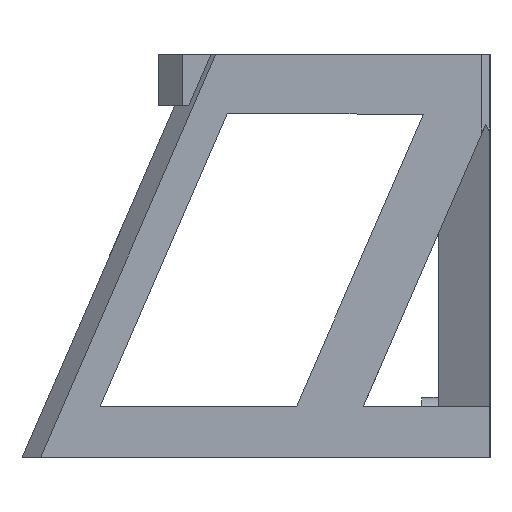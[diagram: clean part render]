
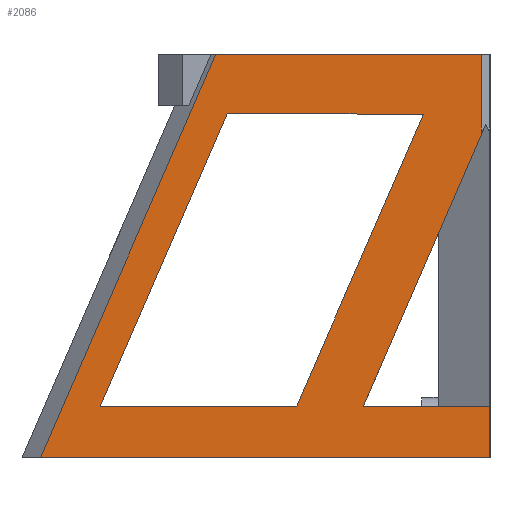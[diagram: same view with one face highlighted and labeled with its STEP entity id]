
A CAD part, left-side view. The second image highlights one B-rep face of the part: STEP entity #2086.
In plain terms, the highlighted planar face has unit normal (-1, 0, 0).
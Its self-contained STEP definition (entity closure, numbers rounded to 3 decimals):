
#30=FACE_BOUND('',#755,.T.);
#90=LINE('',#2973,#361);
#141=LINE('',#3076,#412);
#144=LINE('',#3082,#415);
#148=LINE('',#3090,#419);
#149=LINE('',#3092,#420);
#150=LINE('',#3093,#421);
#151=LINE('',#3094,#422);
#152=LINE('',#3097,#423);
#153=LINE('',#3099,#424);
#154=LINE('',#3101,#425);
#155=LINE('',#3102,#426);
#361=VECTOR('',#2428,10.);
#412=VECTOR('',#2507,10.);
#415=VECTOR('',#2512,10.);
#419=VECTOR('',#2518,10.);
#420=VECTOR('',#2519,10.);
#421=VECTOR('',#2520,10.);
#422=VECTOR('',#2521,10.);
#423=VECTOR('',#2522,10.);
#424=VECTOR('',#2523,10.);
#425=VECTOR('',#2524,10.);
#426=VECTOR('',#2525,10.);
#637=FACE_OUTER_BOUND('',#754,.T.);
#754=EDGE_LOOP('',(#1545,#1546,#1547,#1548,#1549,#1550,#1551));
#755=EDGE_LOOP('',(#1552,#1553,#1554,#1555));
#908=VERTEX_POINT('',#2970);
#909=VERTEX_POINT('',#2972);
#946=VERTEX_POINT('',#3073);
#947=VERTEX_POINT('',#3075);
#949=VERTEX_POINT('',#3081);
#952=VERTEX_POINT('',#3089);
#953=VERTEX_POINT('',#3091);
#954=VERTEX_POINT('',#3095);
#955=VERTEX_POINT('',#3096);
#956=VERTEX_POINT('',#3098);
#957=VERTEX_POINT('',#3100);
#1123=EDGE_CURVE('',#908,#909,#90,.T.);
#1175=EDGE_CURVE('',#946,#947,#141,.T.);
#1178=EDGE_CURVE('',#949,#947,#144,.T.);
#1182=EDGE_CURVE('',#946,#952,#148,.T.);
#1183=EDGE_CURVE('',#953,#952,#149,.T.);
#1184=EDGE_CURVE('',#909,#953,#150,.T.);
#1185=EDGE_CURVE('',#908,#949,#151,.T.);
#1186=EDGE_CURVE('',#954,#955,#152,.T.);
#1187=EDGE_CURVE('',#955,#956,#153,.T.);
#1188=EDGE_CURVE('',#956,#957,#154,.T.);
#1189=EDGE_CURVE('',#957,#954,#155,.T.);
#1545=ORIENTED_EDGE('',*,*,#1175,.F.);
#1546=ORIENTED_EDGE('',*,*,#1182,.T.);
#1547=ORIENTED_EDGE('',*,*,#1183,.F.);
#1548=ORIENTED_EDGE('',*,*,#1184,.F.);
#1549=ORIENTED_EDGE('',*,*,#1123,.F.);
#1550=ORIENTED_EDGE('',*,*,#1185,.T.);
#1551=ORIENTED_EDGE('',*,*,#1178,.T.);
#1552=ORIENTED_EDGE('',*,*,#1186,.T.);
#1553=ORIENTED_EDGE('',*,*,#1187,.T.);
#1554=ORIENTED_EDGE('',*,*,#1188,.T.);
#1555=ORIENTED_EDGE('',*,*,#1189,.T.);
#1991=PLANE('',#2220);
#2086=ADVANCED_FACE('',(#637,#30),#1991,.T.);
#2220=AXIS2_PLACEMENT_3D('',#3088,#2516,#2517);
#2428=DIRECTION('',(0.,0.,-1.));
#2507=DIRECTION('',(0.,0.,-1.));
#2512=DIRECTION('',(0.,-0.398,0.917));
#2516=DIRECTION('center_axis',(-1.,0.,0.));
#2517=DIRECTION('ref_axis',(0.,0.,1.));
#2518=DIRECTION('',(0.,1.,0.));
#2519=DIRECTION('',(0.,-0.398,0.917));
#2520=DIRECTION('',(0.,1.,0.));
#2521=DIRECTION('',(0.,1.,0.));
#2522=DIRECTION('',(0.,1.,0.));
#2523=DIRECTION('',(0.,-0.398,0.917));
#2524=DIRECTION('',(0.,-1.,-0.006));
#2525=DIRECTION('',(0.,0.398,-0.917));
#2970=CARTESIAN_POINT('',(-29.828,-174.975,422.));
#2972=CARTESIAN_POINT('',(-29.828,-174.975,416.));
#2973=CARTESIAN_POINT('',(-29.828,-174.975,463.207));
#3073=CARTESIAN_POINT('',(-29.828,-173.975,463.207));
#3075=CARTESIAN_POINT('',(-29.828,-173.975,453.892));
#3076=CARTESIAN_POINT('',(-29.828,-173.975,427.802));
#3081=CARTESIAN_POINT('',(-29.828,-160.121,422.));
#3082=CARTESIAN_POINT('',(-29.828,-167.63,439.287));
#3088=CARTESIAN_POINT('Origin',(-29.828,-174.975,416.));
#3089=CARTESIAN_POINT('',(-29.828,-142.835,463.207));
#3090=CARTESIAN_POINT('',(-29.828,-174.975,463.207));
#3091=CARTESIAN_POINT('',(-29.828,-122.328,416.));
#3092=CARTESIAN_POINT('',(-29.828,-126.334,425.221));
#3093=CARTESIAN_POINT('',(-29.828,-174.975,416.));
#3094=CARTESIAN_POINT('',(-29.828,-167.548,422.));
#3095=CARTESIAN_POINT('',(-29.828,-152.315,422.));
#3096=CARTESIAN_POINT('',(-29.828,-129.296,422.));
#3097=CARTESIAN_POINT('',(-29.828,-163.645,422.));
#3098=CARTESIAN_POINT('',(-29.828,-144.208,456.327));
#3099=CARTESIAN_POINT('',(-29.828,-131.825,427.823));
#3100=CARTESIAN_POINT('',(-29.828,-167.169,456.194));
#3101=CARTESIAN_POINT('',(-29.828,-159.708,456.237));
#3102=CARTESIAN_POINT('',(-29.828,-160.445,440.714));
